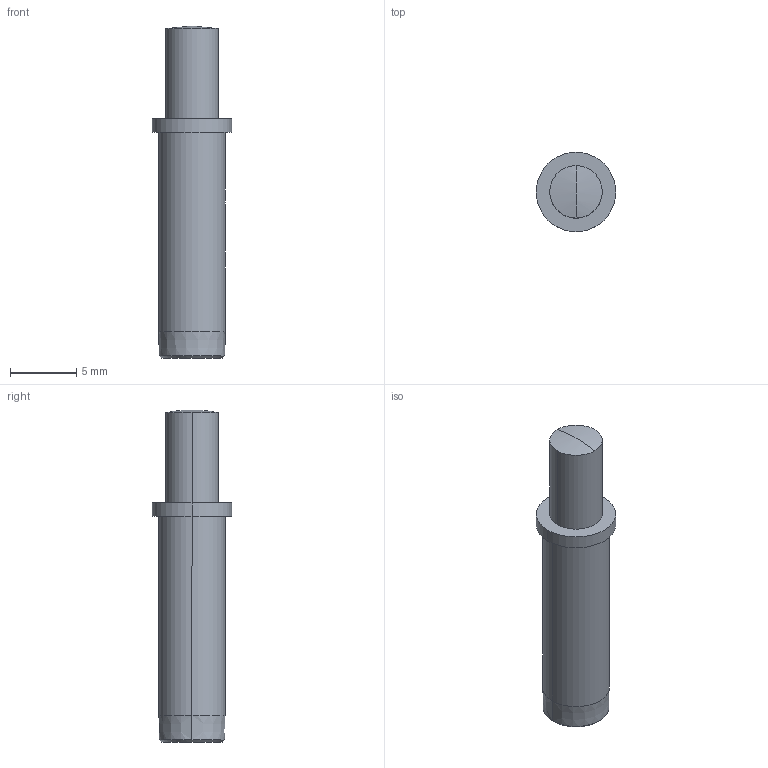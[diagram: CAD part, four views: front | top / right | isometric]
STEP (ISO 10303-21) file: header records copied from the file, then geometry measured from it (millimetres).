
FILE_DESCRIPTION (( 'STEP AP214' ), '1' );
FILE_NAME ('MOD-1860C010~-a.STEP', '2017-08-16T08:27:03', ( 'first' ), ( 'Hewlett-Packard Company' ), 'SwSTEP 2.0', 'SolidWorks 2015', '' );
FILE_SCHEMA (( 'AUTOMOTIVE_DESIGN' ));
Length unit declared in the file: millimetre
Products named in the file (1): MOD-1860C010~-a
Bounding box: 6 x 6 x 25 mm (x, y, z)
Volume: 446 mm3; surface area: 425.5 mm2
Topology: 1 solids, 1 shells, 145 faces, 408 edges, 271 vertices
Faces by surface type: plane 65, bspline 51, cylinder 23, cone 4, sphere 2
Entity records: 7484 total; most frequent: CARTESIAN_POINT 4061, ORIENTED_EDGE 816, DIRECTION 519, EDGE_CURVE 408, VERTEX_POINT 271, AXIS2_PLACEMENT_3D 192, B_SPLINE_CURVE_WITH_KNOTS 176, EDGE_LOOP 151
